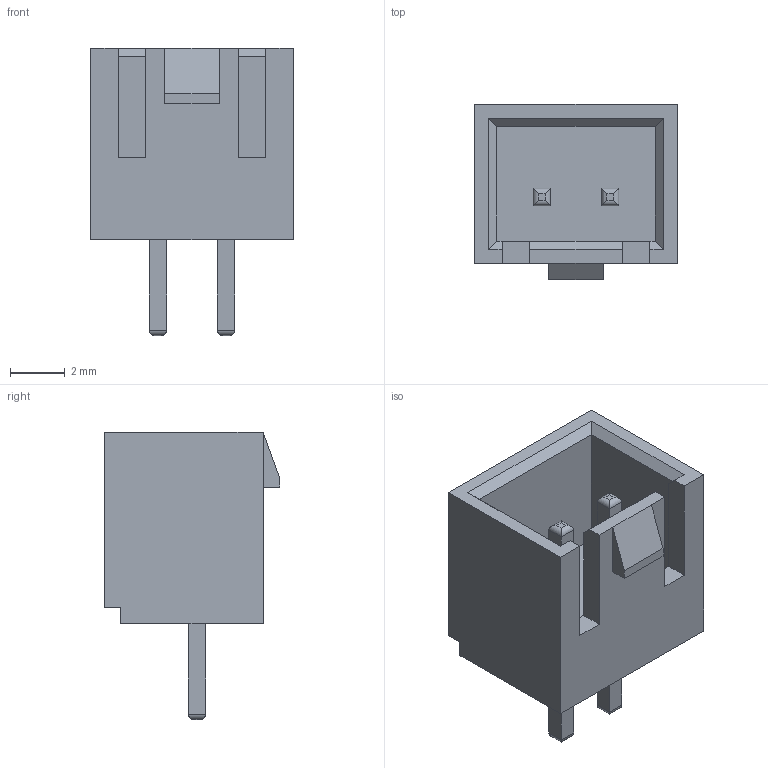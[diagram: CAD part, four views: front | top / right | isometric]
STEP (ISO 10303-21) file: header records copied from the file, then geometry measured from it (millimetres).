
FILE_DESCRIPTION(('CATIA V5 STEP Exchange'),'2;1');
FILE_NAME('SMW250-02.stp','2019-02-21T01:34:00+00:00',('none'),('none'),'CATIA Version 5 Release 20 SP 7 (IN-10)','CATIA V5 STEP AP214','none');
FILE_SCHEMA(('AUTOMOTIVE_DESIGN { 1 0 10303 214 1 1 1 1 }'));
Length unit declared in the file: millimetre
Products named in the file (1): SMW250x
Bounding box: 7.4 x 6.4 x 10.5 mm (x, y, z)
Volume: 176.2 mm3; surface area: 403.8 mm2
Topology: 1 solids, 1 shells, 67 faces, 161 edges, 100 vertices
Faces by surface type: plane 51, cylinder 16
Entity records: 2118 total; most frequent: CARTESIAN_POINT 397, ORIENTED_EDGE 322, DIRECTION 243, EDGE_CURVE 161, VECTOR 141, LINE 141, VERTEX_POINT 100, EDGE_LOOP 71
